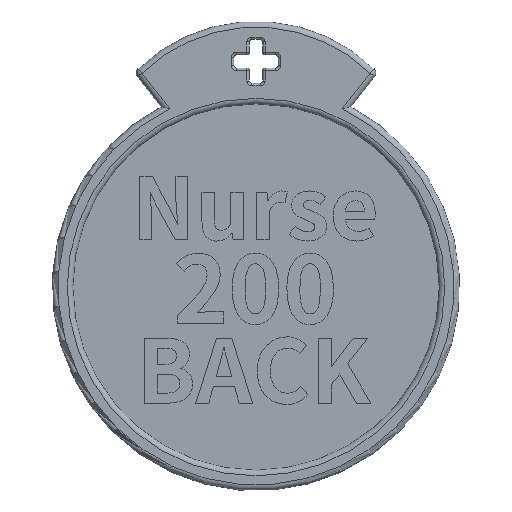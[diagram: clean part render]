
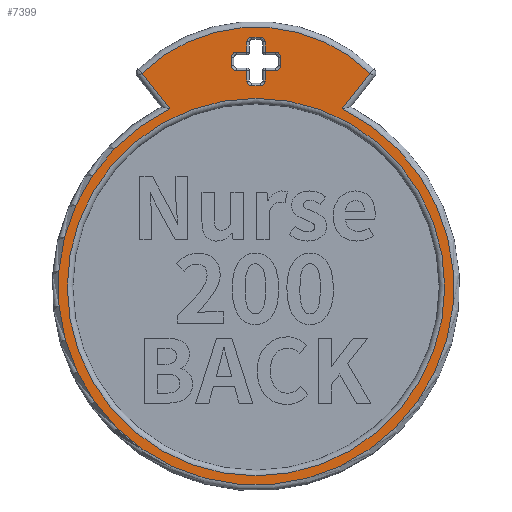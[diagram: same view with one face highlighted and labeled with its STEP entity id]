
A CAD part, front view. The second image highlights one B-rep face of the part: STEP entity #7399.
In plain terms, the highlighted planar face has unit normal (0, -1, 0).
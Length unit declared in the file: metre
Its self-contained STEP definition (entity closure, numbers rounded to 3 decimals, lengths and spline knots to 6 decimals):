
#87=CIRCLE('',#7969,0.057976);
#88=CIRCLE('',#7970,0.050454);
#89=CIRCLE('',#7971,0.06077);
#90=CIRCLE('',#7972,0.001473);
#91=CIRCLE('',#7973,0.001473);
#92=CIRCLE('',#7974,0.001473);
#93=CIRCLE('',#7975,0.001473);
#94=CIRCLE('',#7976,0.001473);
#95=CIRCLE('',#7977,0.001473);
#96=CIRCLE('',#7978,0.001473);
#97=CIRCLE('',#7979,0.001473);
#1728=ORIENTED_EDGE('',*,*,#3388,.T.);
#1729=ORIENTED_EDGE('',*,*,#3389,.T.);
#1730=ORIENTED_EDGE('',*,*,#3390,.T.);
#1731=ORIENTED_EDGE('',*,*,#3391,.T.);
#1732=ORIENTED_EDGE('',*,*,#3392,.T.);
#1733=ORIENTED_EDGE('',*,*,#3393,.F.);
#1734=ORIENTED_EDGE('',*,*,#3394,.T.);
#1735=ORIENTED_EDGE('',*,*,#3395,.F.);
#1736=ORIENTED_EDGE('',*,*,#3396,.T.);
#1737=ORIENTED_EDGE('',*,*,#3397,.T.);
#1738=ORIENTED_EDGE('',*,*,#3398,.F.);
#1739=ORIENTED_EDGE('',*,*,#3399,.T.);
#1740=ORIENTED_EDGE('',*,*,#3400,.F.);
#1741=ORIENTED_EDGE('',*,*,#3401,.T.);
#1742=ORIENTED_EDGE('',*,*,#3402,.T.);
#1743=ORIENTED_EDGE('',*,*,#3403,.F.);
#1744=ORIENTED_EDGE('',*,*,#3404,.T.);
#1745=ORIENTED_EDGE('',*,*,#3405,.F.);
#1746=ORIENTED_EDGE('',*,*,#3406,.T.);
#1747=ORIENTED_EDGE('',*,*,#3407,.T.);
#1748=ORIENTED_EDGE('',*,*,#3408,.F.);
#1749=ORIENTED_EDGE('',*,*,#3409,.T.);
#1750=ORIENTED_EDGE('',*,*,#3410,.F.);
#1751=ORIENTED_EDGE('',*,*,#3411,.T.);
#1752=ORIENTED_EDGE('',*,*,#3412,.T.);
#3388=EDGE_CURVE('',#4306,#4306,#87,.F.);
#3389=EDGE_CURVE('',#4307,#4308,#88,.T.);
#3390=EDGE_CURVE('',#4308,#4309,#5012,.F.);
#3391=EDGE_CURVE('',#4309,#4310,#89,.T.);
#3392=EDGE_CURVE('',#4310,#4307,#5013,.T.);
#3393=EDGE_CURVE('',#4311,#4312,#90,.T.);
#3394=EDGE_CURVE('',#4311,#4313,#5014,.F.);
#3395=EDGE_CURVE('',#4314,#4313,#91,.T.);
#3396=EDGE_CURVE('',#4314,#4315,#5015,.F.);
#3397=EDGE_CURVE('',#4315,#4316,#5016,.F.);
#3398=EDGE_CURVE('',#4317,#4316,#92,.T.);
#3399=EDGE_CURVE('',#4317,#4318,#5017,.F.);
#3400=EDGE_CURVE('',#4319,#4318,#93,.T.);
#3401=EDGE_CURVE('',#4319,#4320,#5018,.T.);
#3402=EDGE_CURVE('',#4320,#4321,#5019,.F.);
#3403=EDGE_CURVE('',#4322,#4321,#94,.T.);
#3404=EDGE_CURVE('',#4322,#4323,#5020,.T.);
#3405=EDGE_CURVE('',#4324,#4323,#95,.T.);
#3406=EDGE_CURVE('',#4324,#4325,#5021,.T.);
#3407=EDGE_CURVE('',#4325,#4326,#5022,.T.);
#3408=EDGE_CURVE('',#4327,#4326,#96,.T.);
#3409=EDGE_CURVE('',#4327,#4328,#5023,.T.);
#3410=EDGE_CURVE('',#4329,#4328,#97,.T.);
#3411=EDGE_CURVE('',#4329,#4330,#5024,.F.);
#3412=EDGE_CURVE('',#4330,#4312,#5025,.T.);
#4306=VERTEX_POINT('',#12013);
#4307=VERTEX_POINT('',#12015);
#4308=VERTEX_POINT('',#12016);
#4309=VERTEX_POINT('',#12018);
#4310=VERTEX_POINT('',#12020);
#4311=VERTEX_POINT('',#12023);
#4312=VERTEX_POINT('',#12024);
#4313=VERTEX_POINT('',#12026);
#4314=VERTEX_POINT('',#12028);
#4315=VERTEX_POINT('',#12030);
#4316=VERTEX_POINT('',#12032);
#4317=VERTEX_POINT('',#12034);
#4318=VERTEX_POINT('',#12036);
#4319=VERTEX_POINT('',#12038);
#4320=VERTEX_POINT('',#12040);
#4321=VERTEX_POINT('',#12042);
#4322=VERTEX_POINT('',#12044);
#4323=VERTEX_POINT('',#12046);
#4324=VERTEX_POINT('',#12048);
#4325=VERTEX_POINT('',#12050);
#4326=VERTEX_POINT('',#12052);
#4327=VERTEX_POINT('',#12054);
#4328=VERTEX_POINT('',#12056);
#4329=VERTEX_POINT('',#12058);
#4330=VERTEX_POINT('',#12060);
#5012=LINE('',#12017,#5704);
#5013=LINE('',#12021,#5705);
#5014=LINE('',#12025,#5706);
#5015=LINE('',#12029,#5707);
#5016=LINE('',#12031,#5708);
#5017=LINE('',#12035,#5709);
#5018=LINE('',#12039,#5710);
#5019=LINE('',#12041,#5711);
#5020=LINE('',#12045,#5712);
#5021=LINE('',#12049,#5713);
#5022=LINE('',#12051,#5714);
#5023=LINE('',#12055,#5715);
#5024=LINE('',#12059,#5716);
#5025=LINE('',#12061,#5717);
#5704=VECTOR('',#8882,1.);
#5705=VECTOR('',#8885,1.);
#5706=VECTOR('',#8888,1.);
#5707=VECTOR('',#8891,1.);
#5708=VECTOR('',#8892,1.);
#5709=VECTOR('',#8895,1.);
#5710=VECTOR('',#8898,1.);
#5711=VECTOR('',#8899,1.);
#5712=VECTOR('',#8902,1.);
#5713=VECTOR('',#8905,1.);
#5714=VECTOR('',#8906,1.);
#5715=VECTOR('',#8909,1.);
#5716=VECTOR('',#8912,1.);
#5717=VECTOR('',#8913,1.);
#6268=EDGE_LOOP('',(#1728));
#6269=EDGE_LOOP('',(#1729,#1730,#1731,#1732));
#6270=EDGE_LOOP('',(#1733,#1734,#1735,#1736,#1737,#1738,#1739,#1740,#1741,
#1742,#1743,#1744,#1745,#1746,#1747,#1748,#1749,#1750,#1751,#1752));
#6736=FACE_BOUND('',#6268,.T.);
#6737=FACE_BOUND('',#6269,.T.);
#6738=FACE_BOUND('',#6270,.T.);
#7104=PLANE('',#7968);
#7399=ADVANCED_FACE('',(#6736,#6737,#6738),#7104,.T.);
#7968=AXIS2_PLACEMENT_3D('',#12011,#8876,#8877);
#7969=AXIS2_PLACEMENT_3D('',#12012,#8878,#8879);
#7970=AXIS2_PLACEMENT_3D('',#12014,#8880,#8881);
#7971=AXIS2_PLACEMENT_3D('',#12019,#8883,#8884);
#7972=AXIS2_PLACEMENT_3D('',#12022,#8886,#8887);
#7973=AXIS2_PLACEMENT_3D('',#12027,#8889,#8890);
#7974=AXIS2_PLACEMENT_3D('',#12033,#8893,#8894);
#7975=AXIS2_PLACEMENT_3D('',#12037,#8896,#8897);
#7976=AXIS2_PLACEMENT_3D('',#12043,#8900,#8901);
#7977=AXIS2_PLACEMENT_3D('',#12047,#8903,#8904);
#7978=AXIS2_PLACEMENT_3D('',#12053,#8907,#8908);
#7979=AXIS2_PLACEMENT_3D('',#12057,#8910,#8911);
#8876=DIRECTION('',(0.,-1.,0.));
#8877=DIRECTION('',(1.,0.,0.));
#8878=DIRECTION('',(0.,-1.,0.));
#8879=DIRECTION('',(0.,0.,-1.));
#8880=DIRECTION('',(0.,-1.,0.));
#8881=DIRECTION('',(0.,0.,-1.));
#8882=DIRECTION('',(-0.616,0.,0.787));
#8883=DIRECTION('',(0.,-1.,0.));
#8884=DIRECTION('',(0.,0.,-1.));
#8885=DIRECTION('',(0.616,0.,0.787));
#8886=DIRECTION('',(0.,-1.,0.));
#8887=DIRECTION('',(0.,0.,-1.));
#8888=DIRECTION('',(1.,0.,0.));
#8889=DIRECTION('',(0.,-1.,0.));
#8890=DIRECTION('',(0.,0.,-1.));
#8891=DIRECTION('',(0.,0.,-1.));
#8892=DIRECTION('',(1.,0.,0.));
#8893=DIRECTION('',(0.,-1.,0.));
#8894=DIRECTION('',(0.,0.,-1.));
#8895=DIRECTION('',(0.,0.,-1.));
#8896=DIRECTION('',(0.,-1.,0.));
#8897=DIRECTION('',(0.,0.,-1.));
#8898=DIRECTION('',(1.,0.,0.));
#8899=DIRECTION('',(0.,0.,-1.));
#8900=DIRECTION('',(0.,-1.,0.));
#8901=DIRECTION('',(0.,0.,-1.));
#8902=DIRECTION('',(1.,0.,0.));
#8903=DIRECTION('',(0.,-1.,0.));
#8904=DIRECTION('',(0.,0.,-1.));
#8905=DIRECTION('',(0.,0.,-1.));
#8906=DIRECTION('',(1.,0.,0.));
#8907=DIRECTION('',(0.,-1.,0.));
#8908=DIRECTION('',(0.,0.,-1.));
#8909=DIRECTION('',(0.,0.,-1.));
#8910=DIRECTION('',(0.,-1.,0.));
#8911=DIRECTION('',(0.,0.,-1.));
#8912=DIRECTION('',(1.,0.,0.));
#8913=DIRECTION('',(0.,0.,-1.));
#12011=CARTESIAN_POINT('',(0.051582,-0.00635,-0.088113));
#12012=CARTESIAN_POINT('',(0.038117,-0.00635,-0.113678));
#12013=CARTESIAN_POINT('',(0.038117,-0.00635,-0.171655));
#12014=CARTESIAN_POINT('',(0.038117,-0.00635,-0.084311));
#12015=CARTESIAN_POINT('',(0.073124,-0.00635,-0.047979));
#12016=CARTESIAN_POINT('',(0.003109,-0.00635,-0.047979));
#12017=CARTESIAN_POINT('',(0.041004,-0.00635,-0.096393));
#12018=CARTESIAN_POINT('',(0.011697,-0.00635,-0.058951));
#12019=CARTESIAN_POINT('',(0.038117,-0.00635,-0.113678));
#12020=CARTESIAN_POINT('',(0.064536,-0.00635,-0.058951));
#12021=CARTESIAN_POINT('',(0.074098,-0.00635,-0.046735));
#12022=CARTESIAN_POINT('',(0.039444,-0.00635,-0.050393));
#12023=CARTESIAN_POINT('',(0.039444,-0.00635,-0.051866));
#12024=CARTESIAN_POINT('',(0.040917,-0.00635,-0.050393));
#12025=CARTESIAN_POINT('',(0.051582,-0.00635,-0.051866));
#12026=CARTESIAN_POINT('',(0.036808,-0.00635,-0.051866));
#12027=CARTESIAN_POINT('',(0.036808,-0.00635,-0.050393));
#12028=CARTESIAN_POINT('',(0.035335,-0.00635,-0.050393));
#12029=CARTESIAN_POINT('',(0.035335,-0.00635,-0.088113));
#12030=CARTESIAN_POINT('',(0.035335,-0.00635,-0.047183));
#12031=CARTESIAN_POINT('',(0.051582,-0.00635,-0.047183));
#12032=CARTESIAN_POINT('',(0.032092,-0.00635,-0.047183));
#12033=CARTESIAN_POINT('',(0.032092,-0.00635,-0.04571));
#12034=CARTESIAN_POINT('',(0.030619,-0.00635,-0.04571));
#12035=CARTESIAN_POINT('',(0.030619,-0.00635,-0.088113));
#12036=CARTESIAN_POINT('',(0.030619,-0.00635,-0.043061));
#12037=CARTESIAN_POINT('',(0.032092,-0.00635,-0.043061));
#12038=CARTESIAN_POINT('',(0.032092,-0.00635,-0.041588));
#12039=CARTESIAN_POINT('',(0.036072,-0.00635,-0.041588));
#12040=CARTESIAN_POINT('',(0.035335,-0.00635,-0.041588));
#12041=CARTESIAN_POINT('',(0.035335,-0.00635,-0.088113));
#12042=CARTESIAN_POINT('',(0.035335,-0.00635,-0.038362));
#12043=CARTESIAN_POINT('',(0.036808,-0.00635,-0.038362));
#12044=CARTESIAN_POINT('',(0.036808,-0.00635,-0.036889));
#12045=CARTESIAN_POINT('',(0.04018,-0.00635,-0.036889));
#12046=CARTESIAN_POINT('',(0.039444,-0.00635,-0.036889));
#12047=CARTESIAN_POINT('',(0.039444,-0.00635,-0.038362));
#12048=CARTESIAN_POINT('',(0.040917,-0.00635,-0.038362));
#12049=CARTESIAN_POINT('',(0.040917,-0.00635,-0.042324));
#12050=CARTESIAN_POINT('',(0.040917,-0.00635,-0.041588));
#12051=CARTESIAN_POINT('',(0.04489,-0.00635,-0.041588));
#12052=CARTESIAN_POINT('',(0.044153,-0.00635,-0.041588));
#12053=CARTESIAN_POINT('',(0.044153,-0.00635,-0.043061));
#12054=CARTESIAN_POINT('',(0.045626,-0.00635,-0.043061));
#12055=CARTESIAN_POINT('',(0.045626,-0.00635,-0.046447));
#12056=CARTESIAN_POINT('',(0.045626,-0.00635,-0.04571));
#12057=CARTESIAN_POINT('',(0.044153,-0.00635,-0.04571));
#12058=CARTESIAN_POINT('',(0.044153,-0.00635,-0.047183));
#12059=CARTESIAN_POINT('',(0.051582,-0.00635,-0.047183));
#12060=CARTESIAN_POINT('',(0.040917,-0.00635,-0.047183));
#12061=CARTESIAN_POINT('',(0.040917,-0.00635,-0.05113));
